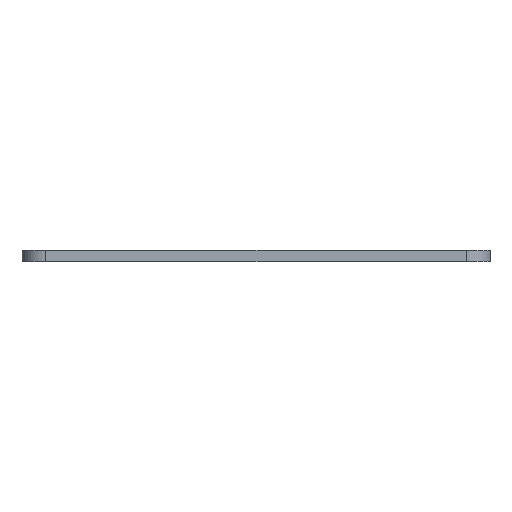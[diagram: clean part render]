
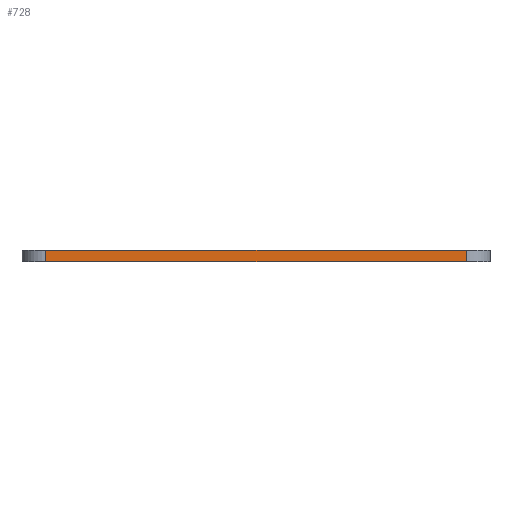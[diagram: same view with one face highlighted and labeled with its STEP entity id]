
A CAD part, left-side view. The second image highlights one B-rep face of the part: STEP entity #728.
In plain terms, the highlighted planar face has unit normal (-1, 0, 0).
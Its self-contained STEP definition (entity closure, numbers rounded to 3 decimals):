
#89=FACE_OUTER_BOUND('',#124,.T.);
#124=EDGE_LOOP('',(#591,#592,#593,#594));
#219=LINE('',#1155,#300);
#220=LINE('',#1158,#301);
#221=LINE('',#1160,#302);
#222=LINE('',#1161,#303);
#300=VECTOR('',#952,10.);
#301=VECTOR('',#955,10.);
#302=VECTOR('',#956,10.);
#303=VECTOR('',#957,10.);
#368=VERTEX_POINT('',#1151);
#369=VERTEX_POINT('',#1153);
#370=VERTEX_POINT('',#1157);
#371=VERTEX_POINT('',#1159);
#463=EDGE_CURVE('',#368,#369,#219,.T.);
#464=EDGE_CURVE('',#370,#368,#220,.T.);
#465=EDGE_CURVE('',#371,#369,#221,.T.);
#466=EDGE_CURVE('',#370,#371,#222,.T.);
#591=ORIENTED_EDGE('',*,*,#464,.T.);
#592=ORIENTED_EDGE('',*,*,#463,.T.);
#593=ORIENTED_EDGE('',*,*,#465,.F.);
#594=ORIENTED_EDGE('',*,*,#466,.F.);
#694=PLANE('',#781);
#728=ADVANCED_FACE('',(#89),#694,.T.);
#781=AXIS2_PLACEMENT_3D('',#1156,#953,#954);
#952=DIRECTION('',(0.,0.,1.));
#953=DIRECTION('center_axis',(-1.,0.,0.));
#954=DIRECTION('ref_axis',(0.,-1.,0.));
#955=DIRECTION('',(0.,-1.,0.));
#956=DIRECTION('',(0.,-1.,0.));
#957=DIRECTION('',(0.,0.,1.));
#1151=CARTESIAN_POINT('',(-42.84,-28.985,13.));
#1153=CARTESIAN_POINT('',(-42.84,-28.985,14.5));
#1155=CARTESIAN_POINT('',(-42.84,-28.985,13.));
#1156=CARTESIAN_POINT('Origin',(-42.84,24.015,13.));
#1157=CARTESIAN_POINT('',(-42.84,24.015,13.));
#1158=CARTESIAN_POINT('',(-42.84,24.015,13.));
#1159=CARTESIAN_POINT('',(-42.84,24.015,14.5));
#1160=CARTESIAN_POINT('',(-42.84,24.015,14.5));
#1161=CARTESIAN_POINT('',(-42.84,24.015,13.));
